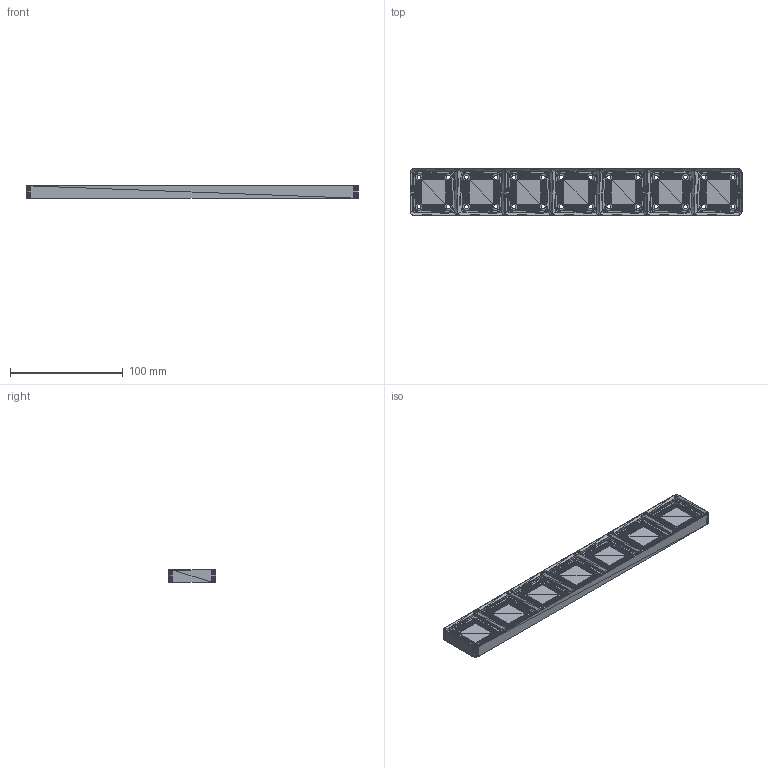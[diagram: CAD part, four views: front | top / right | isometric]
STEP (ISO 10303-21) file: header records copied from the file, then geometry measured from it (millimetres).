
FILE_DESCRIPTION(('HOOPS Exchange Step'),'2;1');
FILE_NAME('Weighted Baseplate 1x7.step','2023-04-24T22:31:11+00:00',('root'),('Unknown organisation'),'HOOPS Exchange 2022.1','HOOPS Exchange','Unknown authorisation');
FILE_SCHEMA( ('AP203_CONFIGURATION_CONTROLLED_3D_DESIGN_OF_MECHANICAL_PARTS_AND_ASSEMBLIES_MIM_LF') );
Length unit declared in the file: millimetre
Products named in the file (1): 0
Bounding box: 294 x 42 x 10.8 mm (x, y, z)
Volume: 66757.6 mm3; surface area: 39791.2 mm2
Topology: 1 solids, 1 shells, 10412 faces, 15618 edges, 5124 vertices
Faces by surface type: plane 10412
Entity records: 88443 total; most frequent: DIRECTION 20826, CARTESIAN_POINT 15537, AXIS2_PLACEMENT_3D 10413, PLANE 10412, POLY_LOOP 10412, FACE_OUTER_BOUND 10412, FACE_SURFACE 10412, PLANE_ANGLE_MEASURE_WITH_UNIT 1
